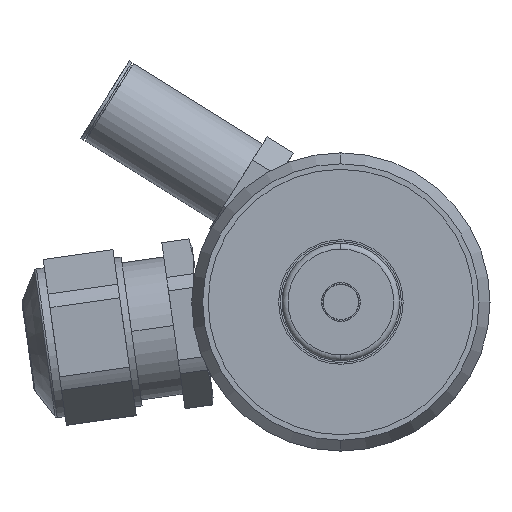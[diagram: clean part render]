
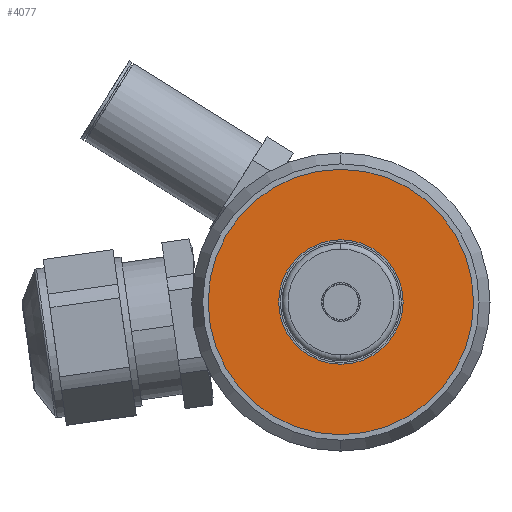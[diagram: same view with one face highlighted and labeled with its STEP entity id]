
A CAD part, left-side view. The second image highlights one B-rep face of the part: STEP entity #4077.
In plain terms, the highlighted planar face has unit normal (-1, 0, 0).
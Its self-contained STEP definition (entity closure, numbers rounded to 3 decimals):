
#372 = EDGE_LOOP ( 'NONE', ( #638, #636 ) ) ;
#477 = EDGE_LOOP ( 'NONE', ( #640, #635 ) ) ;
#635 = ORIENTED_EDGE ( 'NONE', *, *, #6173, .F. ) ;
#636 = ORIENTED_EDGE ( 'NONE', *, *, #6379, .T. ) ;
#638 = ORIENTED_EDGE ( 'NONE', *, *, #6387, .T. ) ;
#640 = ORIENTED_EDGE ( 'NONE', *, *, #6291, .F. ) ;
#1188 = CIRCLE ( 'NONE', #5706, 11.3 ) ;
#1197 = CIRCLE ( 'NONE', #5703, 11.3 ) ;
#1338 = CIRCLE ( 'NONE', #6608, 5.3 ) ;
#1404 = CIRCLE ( 'NONE', #6666, 5.3 ) ;
#1668 = FACE_OUTER_BOUND ( 'NONE', #372, .T. ) ;
#1725 = FACE_BOUND ( 'NONE', #477, .T. ) ;
#1919 = CARTESIAN_POINT ( 'NONE',  ( -75.625, 9.419, 36.476 ) ) ;
#1962 = DIRECTION ( 'NONE',  ( -1., 0., 0. ) ) ;
#1977 = DIRECTION ( 'NONE',  ( -1., 0., 0. ) ) ;
#2048 = DIRECTION ( 'NONE',  ( 0., -1., 0. ) ) ;
#2049 = DIRECTION ( 'NONE',  ( -1., 0., 0. ) ) ;
#2050 = CARTESIAN_POINT ( 'NONE',  ( -75.625, 9.419, 36.476 ) ) ;
#2076 = DIRECTION ( 'NONE',  ( 0., -1., 0. ) ) ;
#2089 = CARTESIAN_POINT ( 'NONE',  ( -75.625, 9.419, 36.476 ) ) ;
#2090 = DIRECTION ( 'NONE',  ( 0., -1., 0. ) ) ;
#2193 = DIRECTION ( 'NONE',  ( -1., 0., 0. ) ) ;
#2194 = CARTESIAN_POINT ( 'NONE',  ( -75.625, 9.419, 36.476 ) ) ;
#2195 = DIRECTION ( 'NONE',  ( 0., -1., 0. ) ) ;
#3207 = VERTEX_POINT ( 'NONE', #4925 ) ;
#3210 = VERTEX_POINT ( 'NONE', #5502 ) ;
#3340 = VERTEX_POINT ( 'NONE', #4761 ) ;
#3341 = VERTEX_POINT ( 'NONE', #5101 ) ;
#4077 = ADVANCED_FACE ( 'NONE', ( #1668, #1725 ), #5607, .T. ) ;
#4700 = CARTESIAN_POINT ( 'NONE',  ( -75.625, 9.419, 36.476 ) ) ;
#4726 = DIRECTION ( 'NONE',  ( 0., -1., 0. ) ) ;
#4761 = CARTESIAN_POINT ( 'NONE',  ( -75.625, 14.719, 36.476 ) ) ;
#4817 = DIRECTION ( 'NONE',  ( -1., 0., 0. ) ) ;
#4925 = CARTESIAN_POINT ( 'NONE',  ( -75.625, -1.881, 36.476 ) ) ;
#5101 = CARTESIAN_POINT ( 'NONE',  ( -75.625, 4.119, 36.476 ) ) ;
#5502 = CARTESIAN_POINT ( 'NONE',  ( -75.625, 20.719, 36.476 ) ) ;
#5607 = PLANE ( 'NONE',  #5887 ) ;
#5703 = AXIS2_PLACEMENT_3D ( 'NONE', #2089, #1962, #2090 ) ;
#5706 = AXIS2_PLACEMENT_3D ( 'NONE', #1919, #1977, #2076 ) ;
#5887 = AXIS2_PLACEMENT_3D ( 'NONE', #4700, #4817, #4726 ) ;
#6173 = EDGE_CURVE ( 'NONE', #3341, #3340, #1404, .T. ) ;
#6291 = EDGE_CURVE ( 'NONE', #3340, #3341, #1338, .T. ) ;
#6379 = EDGE_CURVE ( 'NONE', #3207, #3210, #1188, .T. ) ;
#6387 = EDGE_CURVE ( 'NONE', #3210, #3207, #1197, .T. ) ;
#6608 = AXIS2_PLACEMENT_3D ( 'NONE', #2050, #2049, #2048 ) ;
#6666 = AXIS2_PLACEMENT_3D ( 'NONE', #2194, #2193, #2195 ) ;
